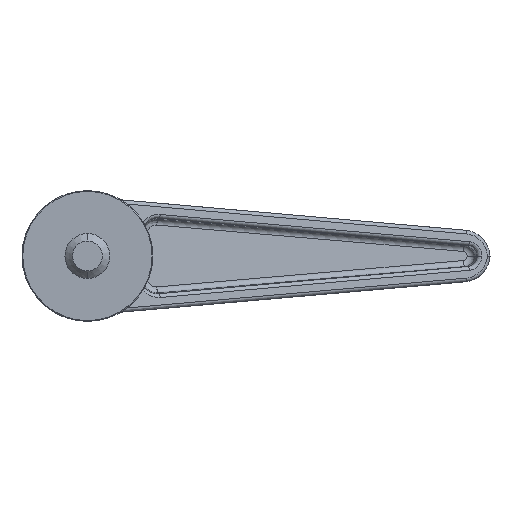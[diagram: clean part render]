
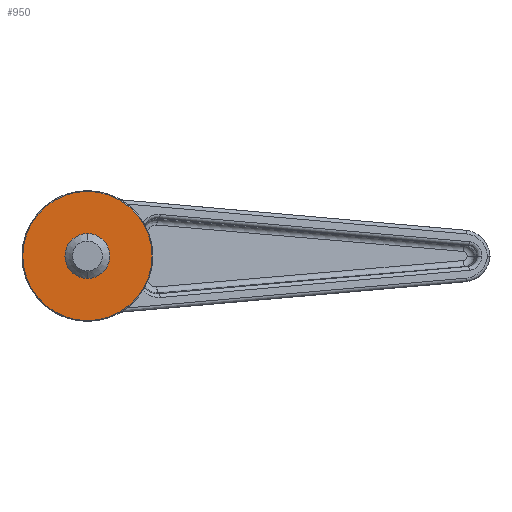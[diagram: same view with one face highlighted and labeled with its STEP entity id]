
A CAD part, front view. The second image highlights one B-rep face of the part: STEP entity #950.
In plain terms, the highlighted planar face has unit normal (0, -1, 0).
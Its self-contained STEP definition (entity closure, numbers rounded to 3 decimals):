
#628=VERTEX_POINT('NONE',#1501);
#670=EDGE_CURVE('NONE',#1156,#1216,#1545,.T.);
#676=EDGE_CURVE('NONE',#1216,#1156,#1551,.T.);
#874=EDGE_CURVE('NONE',#904,#628,#1764,.T.);
#904=VERTEX_POINT('NONE',#1804);
#950=ADVANCED_FACE('NONE',(#1855,#1856),#1857,.F.);
#986=EDGE_CURVE('NONE',#628,#904,#1898,.T.);
#1156=VERTEX_POINT('NONE',#2094);
#1216=VERTEX_POINT('NONE',#2163);
#1501=CARTESIAN_POINT('',(0.,0.,-17.3));
#1545=CIRCLE('',#2904,6.0);
#1551=CIRCLE('',#2914,6.0);
#1764=CIRCLE('',#3602,17.3);
#1804=CARTESIAN_POINT('',(0.0,0.,17.3));
#1855=FACE_OUTER_BOUND('',#3868,.T.);
#1856=FACE_BOUND('',#3869,.T.);
#1857=PLANE('',#3870);
#1898=CIRCLE('',#3999,17.3);
#2094=CARTESIAN_POINT('',(0.0,0.0,6.0));
#2163=CARTESIAN_POINT('',(0.,0.0,-6.0));
#2904=AXIS2_PLACEMENT_3D('',#5358,#5359,#5360);
#2914=AXIS2_PLACEMENT_3D('',#5365,#5366,#5367);
#3602=AXIS2_PLACEMENT_3D('',#5527,#5528,#5529);
#3868=EDGE_LOOP('',(#5667,#5668));
#3869=EDGE_LOOP('',(#5669,#5670));
#3870=AXIS2_PLACEMENT_3D('',#5671,#5672,#5673);
#3999=AXIS2_PLACEMENT_3D('',#5725,#5726,#5727);
#5358=CARTESIAN_POINT('',(0.0,0.0,0.0));
#5359=DIRECTION('',(0.0,-1.0,0.0));
#5360=DIRECTION('',(0.0,0.0,1.0));
#5365=CARTESIAN_POINT('',(0.0,0.0,0.0));
#5366=DIRECTION('',(0.0,-1.0,0.0));
#5367=DIRECTION('',(0.0,0.0,1.0));
#5527=CARTESIAN_POINT('',(0.0,0.,0.0));
#5528=DIRECTION('',(0.0,1.0,0.0));
#5529=DIRECTION('',(0.0,0.0,1.0));
#5667=ORIENTED_EDGE('',*,*,#874,.F.);
#5668=ORIENTED_EDGE('',*,*,#986,.F.);
#5669=ORIENTED_EDGE('',*,*,#670,.F.);
#5670=ORIENTED_EDGE('',*,*,#676,.F.);
#5671=CARTESIAN_POINT('',(-6.45,0.,0.0));
#5672=DIRECTION('',(0.0,1.0,0.0));
#5673=DIRECTION('',(1.0,0.0,-0.0));
#5725=CARTESIAN_POINT('',(0.0,0.,0.0));
#5726=DIRECTION('',(0.0,1.0,0.0));
#5727=DIRECTION('',(0.0,0.0,1.0));
